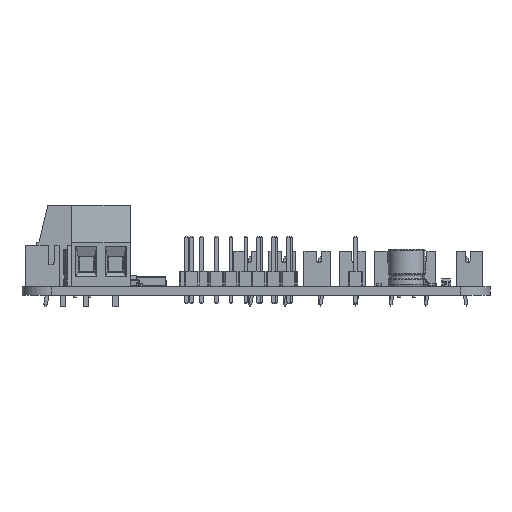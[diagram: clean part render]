
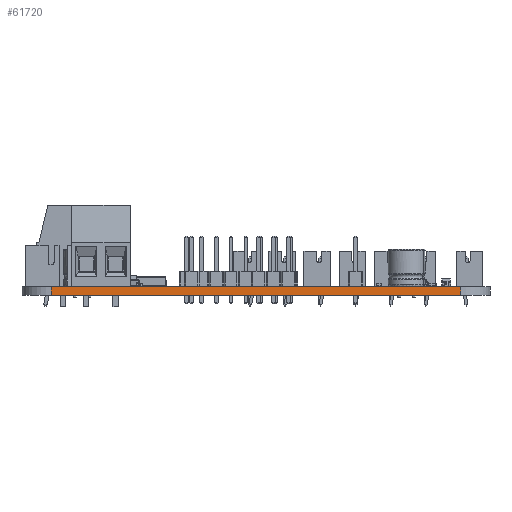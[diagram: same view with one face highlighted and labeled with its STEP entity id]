
A CAD part, left-side view. The second image highlights one B-rep face of the part: STEP entity #61720.
In plain terms, the highlighted planar face has unit normal (-1, 0, 0).
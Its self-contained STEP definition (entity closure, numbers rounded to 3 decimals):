
#57255 = VERTEX_POINT('',#57256);
#57256 = CARTESIAN_POINT('',(0.,-5.,0.));
#57263 = EDGE_CURVE('',#57264,#57255,#57266,.T.);
#57264 = VERTEX_POINT('',#57265);
#57265 = CARTESIAN_POINT('',(0.,-75.,0.));
#57266 = LINE('',#57267,#57268);
#57267 = CARTESIAN_POINT('',(0.,-75.,0.));
#57268 = VECTOR('',#57269,1.);
#57269 = DIRECTION('',(0.,1.,0.));
#59474 = VERTEX_POINT('',#59475);
#59475 = CARTESIAN_POINT('',(0.,-5.,1.51));
#59482 = EDGE_CURVE('',#59483,#59474,#59485,.T.);
#59483 = VERTEX_POINT('',#59484);
#59484 = CARTESIAN_POINT('',(0.,-75.,1.51));
#59485 = LINE('',#59486,#59487);
#59486 = CARTESIAN_POINT('',(0.,-75.,1.51));
#59487 = VECTOR('',#59488,1.);
#59488 = DIRECTION('',(0.,1.,0.));
#61690 = EDGE_CURVE('',#57255,#59474,#61691,.T.);
#61691 = LINE('',#61692,#61693);
#61692 = CARTESIAN_POINT('',(0.,-5.,0.));
#61693 = VECTOR('',#61694,1.);
#61694 = DIRECTION('',(0.,0.,1.));
#61720 = ADVANCED_FACE('',(#61721),#61732,.T.);
#61721 = FACE_BOUND('',#61722,.T.);
#61722 = EDGE_LOOP('',(#61723,#61729,#61730,#61731));
#61723 = ORIENTED_EDGE('',*,*,#61724,.T.);
#61724 = EDGE_CURVE('',#57264,#59483,#61725,.T.);
#61725 = LINE('',#61726,#61727);
#61726 = CARTESIAN_POINT('',(0.,-75.,0.));
#61727 = VECTOR('',#61728,1.);
#61728 = DIRECTION('',(0.,0.,1.));
#61729 = ORIENTED_EDGE('',*,*,#59482,.T.);
#61730 = ORIENTED_EDGE('',*,*,#61690,.F.);
#61731 = ORIENTED_EDGE('',*,*,#57263,.F.);
#61732 = PLANE('',#61733);
#61733 = AXIS2_PLACEMENT_3D('',#61734,#61735,#61736);
#61734 = CARTESIAN_POINT('',(0.,-75.,0.));
#61735 = DIRECTION('',(-1.,0.,0.));
#61736 = DIRECTION('',(0.,1.,0.));
